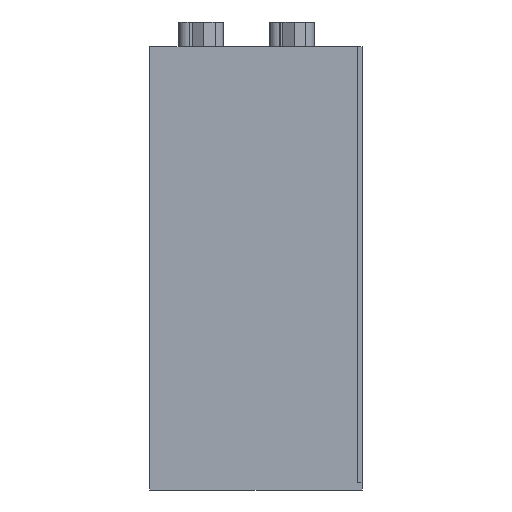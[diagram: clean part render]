
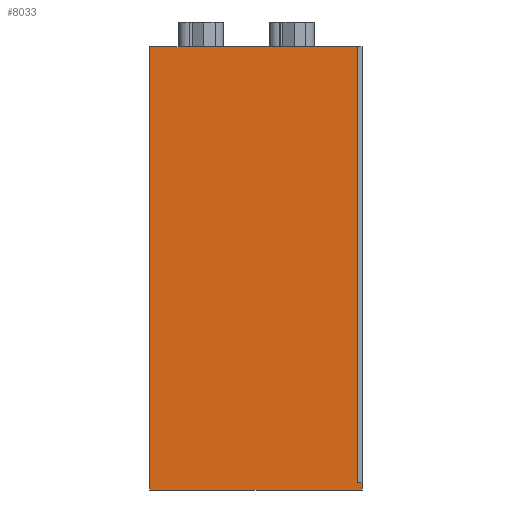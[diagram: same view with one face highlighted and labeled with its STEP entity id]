
A CAD part, left-side view. The second image highlights one B-rep face of the part: STEP entity #8033.
In plain terms, the highlighted planar face has unit normal (-1, 0, 0).
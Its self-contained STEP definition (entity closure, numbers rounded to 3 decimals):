
#1273=FACE_OUTER_BOUND('',#2003,.T.);
#2003=EDGE_LOOP('',(#7154,#7155,#7156,#7157,#7158,#7159));
#2060=LINE('',#11372,#2740);
#2544=LINE('',#13034,#3224);
#2642=LINE('',#13386,#3322);
#2653=LINE('',#13412,#3333);
#2695=LINE('',#13541,#3375);
#2696=LINE('',#13542,#3376);
#2740=VECTOR('',#8983,44.25);
#3224=VECTOR('',#10715,43.25);
#3322=VECTOR('',#11099,1.);
#3333=VECTOR('',#11124,91.);
#3375=VECTOR('',#11260,92.5);
#3376=VECTOR('',#11261,1.5);
#3410=VERTEX_POINT('',#11369);
#3411=VERTEX_POINT('',#11371);
#3964=VERTEX_POINT('',#13031);
#3965=VERTEX_POINT('',#13033);
#4074=VERTEX_POINT('',#13380);
#4076=VERTEX_POINT('',#13384);
#4172=EDGE_CURVE('',#3410,#3411,#2060,.T.);
#4922=EDGE_CURVE('',#3964,#3965,#2544,.T.);
#5074=EDGE_CURVE('',#4074,#4076,#2642,.T.);
#5087=EDGE_CURVE('',#4076,#3965,#2653,.T.);
#5151=EDGE_CURVE('',#3411,#3964,#2695,.T.);
#5152=EDGE_CURVE('',#4074,#3410,#2696,.T.);
#7154=ORIENTED_EDGE('',*,*,#5087,.T.);
#7155=ORIENTED_EDGE('',*,*,#4922,.F.);
#7156=ORIENTED_EDGE('',*,*,#5151,.F.);
#7157=ORIENTED_EDGE('',*,*,#4172,.F.);
#7158=ORIENTED_EDGE('',*,*,#5152,.F.);
#7159=ORIENTED_EDGE('',*,*,#5074,.T.);
#7532=PLANE('',#8884);
#8033=ADVANCED_FACE('',(#1273),#7532,.T.);
#8884=AXIS2_PLACEMENT_3D('',#13540,#11258,#11259);
#8983=DIRECTION('',(0.,1.,0.));
#10715=DIRECTION('',(0.,-1.,0.));
#11099=DIRECTION('',(0.,1.,0.));
#11124=DIRECTION('',(0.,0.,1.));
#11258=DIRECTION('center_axis',(-1.,0.,0.));
#11259=DIRECTION('ref_axis',(0.,-1.,0.));
#11260=DIRECTION('',(0.,0.,1.));
#11261=DIRECTION('',(0.,0.,-1.));
#11369=CARTESIAN_POINT('',(-76.125,-22.125,-46.25));
#11371=CARTESIAN_POINT('',(-76.125,22.125,-46.25));
#11372=CARTESIAN_POINT('',(-76.125,22.125,-46.25));
#13031=CARTESIAN_POINT('',(-76.125,22.125,46.25));
#13033=CARTESIAN_POINT('',(-76.125,-21.125,46.25));
#13034=CARTESIAN_POINT('',(-76.125,22.125,46.25));
#13380=CARTESIAN_POINT('',(-76.125,-22.125,-44.75));
#13384=CARTESIAN_POINT('',(-76.125,-21.125,-44.75));
#13386=CARTESIAN_POINT('',(-76.125,0.,-44.75));
#13412=CARTESIAN_POINT('',(-76.125,-21.125,0.375));
#13540=CARTESIAN_POINT('Origin',(-76.125,22.125,0.));
#13541=CARTESIAN_POINT('',(-76.125,22.125,0.));
#13542=CARTESIAN_POINT('',(-76.125,-22.125,0.));
